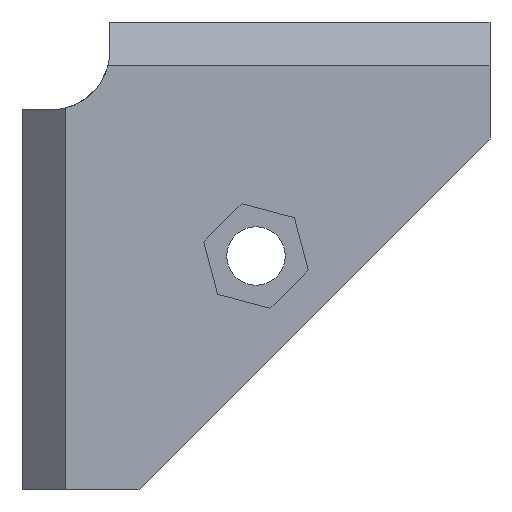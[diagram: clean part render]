
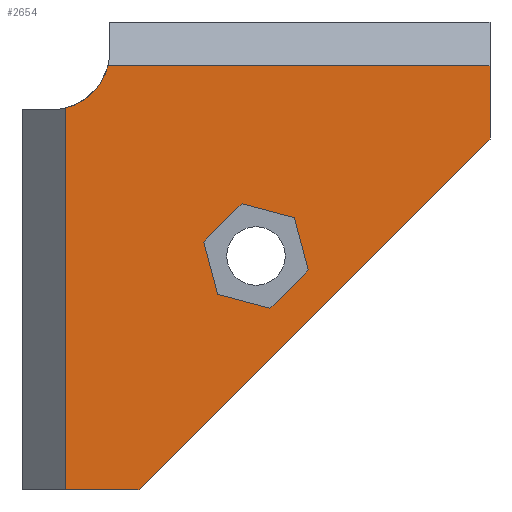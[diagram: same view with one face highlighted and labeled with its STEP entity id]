
A CAD part, left-side view. The second image highlights one B-rep face of the part: STEP entity #2654.
In plain terms, the highlighted planar face has unit normal (-1, 0, 0).
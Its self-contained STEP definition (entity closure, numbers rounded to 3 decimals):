
#121=FACE_BOUND('',#436,.T.);
#155=PLANE('',#2878);
#263=FACE_OUTER_BOUND('',#435,.T.);
#435=EDGE_LOOP('',(#2070,#2071,#2072,#2073,#2074,#2075));
#436=EDGE_LOOP('',(#2076,#2077,#2078,#2079,#2080,#2081));
#620=LINE('',#4246,#862);
#624=LINE('',#4254,#866);
#627=LINE('',#4260,#869);
#630=LINE('',#4266,#872);
#633=LINE('',#4272,#875);
#636=LINE('',#4277,#878);
#638=LINE('',#4282,#880);
#642=LINE('',#4293,#884);
#643=LINE('',#4294,#885);
#644=LINE('',#4296,#886);
#645=LINE('',#4297,#887);
#862=VECTOR('',#3359,10.);
#866=VECTOR('',#3365,10.);
#869=VECTOR('',#3370,10.);
#872=VECTOR('',#3375,10.);
#875=VECTOR('',#3380,10.);
#878=VECTOR('',#3385,10.);
#880=VECTOR('',#3391,10.);
#884=VECTOR('',#3401,10.);
#885=VECTOR('',#3402,10.);
#886=VECTOR('',#3403,10.);
#887=VECTOR('',#3404,10.);
#1073=CIRCLE('',#2861,5.);
#1226=VERTEX_POINT('',#4160);
#1227=VERTEX_POINT('',#4162);
#1240=VERTEX_POINT('',#4244);
#1241=VERTEX_POINT('',#4245);
#1244=VERTEX_POINT('',#4253);
#1246=VERTEX_POINT('',#4259);
#1248=VERTEX_POINT('',#4265);
#1250=VERTEX_POINT('',#4271);
#1252=VERTEX_POINT('',#4281);
#1255=VERTEX_POINT('',#4291);
#1256=VERTEX_POINT('',#4292);
#1257=VERTEX_POINT('',#4295);
#1511=EDGE_CURVE('',#1227,#1226,#1073,.F.);
#1527=EDGE_CURVE('',#1240,#1241,#620,.T.);
#1531=EDGE_CURVE('',#1244,#1240,#624,.T.);
#1534=EDGE_CURVE('',#1246,#1244,#627,.T.);
#1537=EDGE_CURVE('',#1248,#1246,#630,.T.);
#1540=EDGE_CURVE('',#1250,#1248,#633,.T.);
#1543=EDGE_CURVE('',#1241,#1250,#636,.T.);
#1545=EDGE_CURVE('',#1252,#1227,#638,.T.);
#1550=EDGE_CURVE('',#1255,#1256,#642,.T.);
#1551=EDGE_CURVE('',#1252,#1256,#643,.T.);
#1552=EDGE_CURVE('',#1226,#1257,#644,.T.);
#1553=EDGE_CURVE('',#1257,#1255,#645,.T.);
#2070=ORIENTED_EDGE('',*,*,#1550,.T.);
#2071=ORIENTED_EDGE('',*,*,#1551,.F.);
#2072=ORIENTED_EDGE('',*,*,#1545,.T.);
#2073=ORIENTED_EDGE('',*,*,#1511,.T.);
#2074=ORIENTED_EDGE('',*,*,#1552,.T.);
#2075=ORIENTED_EDGE('',*,*,#1553,.T.);
#2076=ORIENTED_EDGE('',*,*,#1527,.T.);
#2077=ORIENTED_EDGE('',*,*,#1543,.T.);
#2078=ORIENTED_EDGE('',*,*,#1540,.T.);
#2079=ORIENTED_EDGE('',*,*,#1537,.T.);
#2080=ORIENTED_EDGE('',*,*,#1534,.T.);
#2081=ORIENTED_EDGE('',*,*,#1531,.T.);
#2654=ADVANCED_FACE('',(#263,#121),#155,.T.);
#2861=AXIS2_PLACEMENT_3D('',#4163,#3340,#3341);
#2878=AXIS2_PLACEMENT_3D('',#4290,#3399,#3400);
#3340=DIRECTION('center_axis',(-1.,0.,0.));
#3341=DIRECTION('ref_axis',(0.,-0.707,-0.707));
#3359=DIRECTION('',(0.,-0.259,-0.966));
#3365=DIRECTION('',(0.,-0.966,-0.259));
#3370=DIRECTION('',(0.,-0.707,0.707));
#3375=DIRECTION('',(0.,0.259,0.966));
#3380=DIRECTION('',(0.,0.966,0.259));
#3385=DIRECTION('',(0.,0.707,-0.707));
#3391=DIRECTION('',(0.,1.,0.));
#3399=DIRECTION('center_axis',(-1.,0.,0.));
#3400=DIRECTION('ref_axis',(0.,0.,1.));
#3401=DIRECTION('',(0.,-0.707,0.707));
#3402=DIRECTION('',(0.,0.,-1.));
#3403=DIRECTION('',(0.,0.,-1.));
#3404=DIRECTION('',(0.,-1.,0.));
#4160=CARTESIAN_POINT('',(0.,36.251,42.658));
#4162=CARTESIAN_POINT('',(0.,32.658,46.251));
#4163=CARTESIAN_POINT('Origin',(0.,37.5,47.5));
#4244=CARTESIAN_POINT('',(0.,16.734,33.266));
#4245=CARTESIAN_POINT('',(0.,15.539,28.805));
#4246=CARTESIAN_POINT('',(0.,12.015,15.655));
#4253=CARTESIAN_POINT('',(0.,21.195,34.461));
#4254=CARTESIAN_POINT('',(0.,7.,30.658));
#4259=CARTESIAN_POINT('',(0.,24.461,31.195));
#4260=CARTESIAN_POINT('',(0.,26.145,29.512));
#4265=CARTESIAN_POINT('',(0.,23.266,26.734));
#4266=CARTESIAN_POINT('',(0.,19.145,11.354));
#4271=CARTESIAN_POINT('',(0.,18.805,25.539));
#4272=CARTESIAN_POINT('',(0.,6.84,22.333));
#4277=CARTESIAN_POINT('',(0.,18.855,25.488));
#4281=CARTESIAN_POINT('',(0.,0.,46.251));
#4282=CARTESIAN_POINT('',(0.,25.,46.251));
#4290=CARTESIAN_POINT('Origin',(0.,0.,0.));
#4291=CARTESIAN_POINT('',(0.,30.,10.));
#4292=CARTESIAN_POINT('',(0.,0.,40.));
#4293=CARTESIAN_POINT('',(0.,25.,15.));
#4294=CARTESIAN_POINT('',(0.,0.,50.));
#4295=CARTESIAN_POINT('',(0.,36.251,10.));
#4296=CARTESIAN_POINT('',(0.,36.251,0.));
#4297=CARTESIAN_POINT('',(0.,20.,10.));
